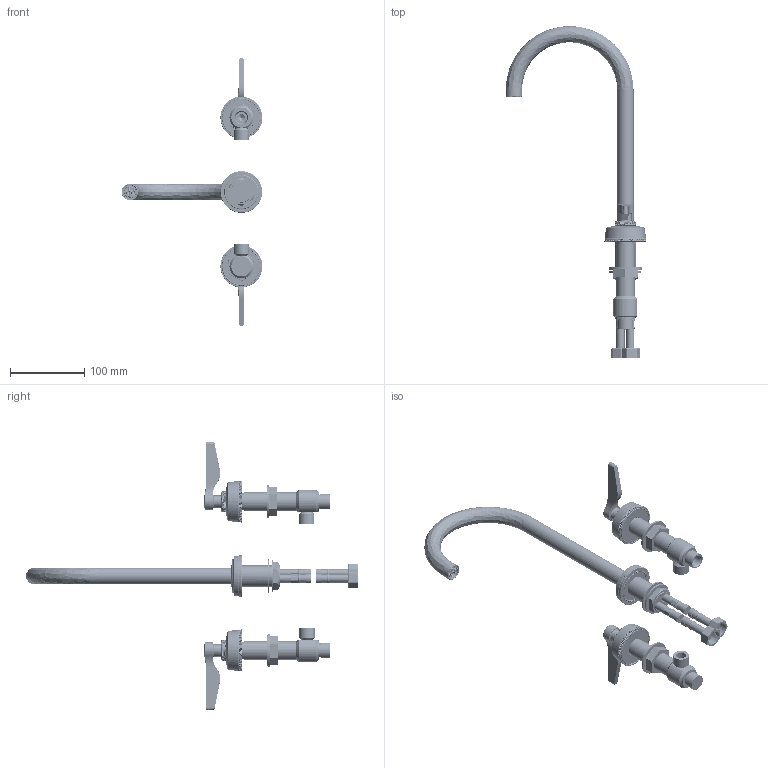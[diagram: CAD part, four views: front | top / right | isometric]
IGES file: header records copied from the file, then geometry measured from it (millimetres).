
Global section: file name: T11K16-LA; native system: Autodesk Inventor 2024; preprocessor: unknown; author: adaniels; date: 20240322.130052; units: millimetre
Bounding box: 189.21 x 446.25 x 360.49 mm (x, y, z)
Volume: 418308.2 mm3; surface area: 210197.7 mm2
Topology: 42 solids, 42 shells, 16531 faces, 37236 edges, 20911 vertices
Faces by surface type: bspline 16531
